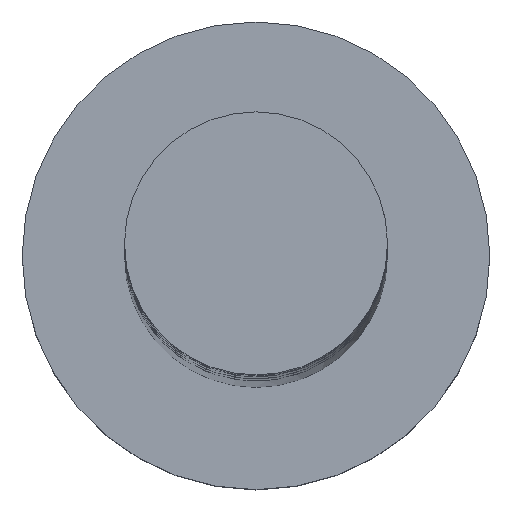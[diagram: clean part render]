
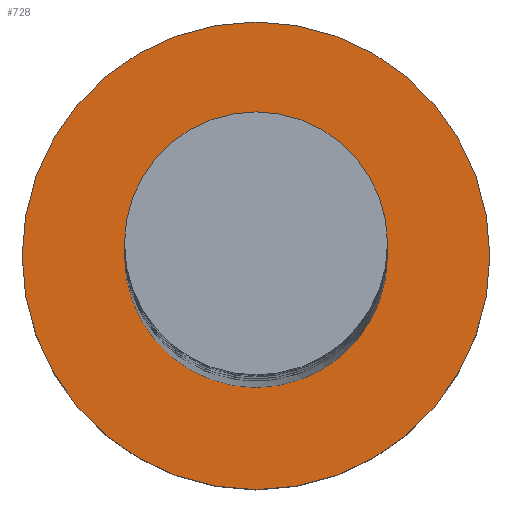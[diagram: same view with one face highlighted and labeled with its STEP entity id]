
A CAD part, top view. The second image highlights one B-rep face of the part: STEP entity #728.
In plain terms, the highlighted planar face has unit normal (0, 0, 1).
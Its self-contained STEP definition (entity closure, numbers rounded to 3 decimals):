
#56 = AXIS2_PLACEMENT_3D ( 'NONE', #1132, #241, #1455 ) ;
#62 = DIRECTION ( 'NONE',  ( 0., 0., 1. ) ) ;
#116 = ORIENTED_EDGE ( 'NONE', *, *, #984, .T. ) ;
#141 = ORIENTED_EDGE ( 'NONE', *, *, #1499, .F. ) ;
#185 = AXIS2_PLACEMENT_3D ( 'NONE', #525, #62, #1409 ) ;
#234 = DIRECTION ( 'NONE',  ( 1., 0., 0. ) ) ;
#241 = DIRECTION ( 'NONE',  ( 0., 0., 1. ) ) ;
#254 = CIRCLE ( 'NONE', #464, 4. ) ;
#296 = PLANE ( 'NONE',  #185 ) ;
#309 = ORIENTED_EDGE ( 'NONE', *, *, #1018, .T. ) ;
#389 = VERTEX_POINT ( 'NONE', #439 ) ;
#432 = FACE_BOUND ( 'NONE', #907, .T. ) ;
#439 = CARTESIAN_POINT ( 'NONE',  ( 4., 0., 3. ) ) ;
#456 = DIRECTION ( 'NONE',  ( 0., 0., 1. ) ) ;
#464 = AXIS2_PLACEMENT_3D ( 'NONE', #949, #1549, #1424 ) ;
#483 = CARTESIAN_POINT ( 'NONE',  ( 0., 0., 3. ) ) ;
#525 = CARTESIAN_POINT ( 'NONE',  ( 0., 0., 3. ) ) ;
#565 = CARTESIAN_POINT ( 'NONE',  ( 0., 0., 3. ) ) ;
#616 = EDGE_CURVE ( 'NONE', #1358, #1204, #1404, .T. ) ;
#728 = ADVANCED_FACE ( 'NONE', ( #432, #1263 ), #296, .T. ) ;
#738 = CARTESIAN_POINT ( 'NONE',  ( 2.25, 0., 3. ) ) ;
#762 = ORIENTED_EDGE ( 'NONE', *, *, #616, .F. ) ;
#810 = CIRCLE ( 'NONE', #1556, 2.25 ) ;
#874 = EDGE_LOOP ( 'NONE', ( #116, #309 ) ) ;
#907 = EDGE_LOOP ( 'NONE', ( #762, #141 ) ) ;
#916 = CIRCLE ( 'NONE', #969, 4. ) ;
#949 = CARTESIAN_POINT ( 'NONE',  ( 0., 0., 3. ) ) ;
#969 = AXIS2_PLACEMENT_3D ( 'NONE', #565, #456, #1180 ) ;
#984 = EDGE_CURVE ( 'NONE', #1108, #389, #254, .T. ) ;
#1018 = EDGE_CURVE ( 'NONE', #389, #1108, #916, .T. ) ;
#1055 = CARTESIAN_POINT ( 'NONE',  ( -2.25, 0., 3. ) ) ;
#1085 = DIRECTION ( 'NONE',  ( 0., 0., 1. ) ) ;
#1089 = CARTESIAN_POINT ( 'NONE',  ( -4., 0., 3. ) ) ;
#1108 = VERTEX_POINT ( 'NONE', #1089 ) ;
#1132 = CARTESIAN_POINT ( 'NONE',  ( 0., 0., 3. ) ) ;
#1180 = DIRECTION ( 'NONE',  ( 1., 0., 0. ) ) ;
#1204 = VERTEX_POINT ( 'NONE', #738 ) ;
#1263 = FACE_OUTER_BOUND ( 'NONE', #874, .T. ) ;
#1358 = VERTEX_POINT ( 'NONE', #1055 ) ;
#1404 = CIRCLE ( 'NONE', #56, 2.25 ) ;
#1409 = DIRECTION ( 'NONE',  ( 1., 0., 0. ) ) ;
#1424 = DIRECTION ( 'NONE',  ( 1., 0., 0. ) ) ;
#1455 = DIRECTION ( 'NONE',  ( 1., 0., 0. ) ) ;
#1499 = EDGE_CURVE ( 'NONE', #1204, #1358, #810, .T. ) ;
#1549 = DIRECTION ( 'NONE',  ( 0., 0., 1. ) ) ;
#1556 = AXIS2_PLACEMENT_3D ( 'NONE', #483, #1085, #234 ) ;
